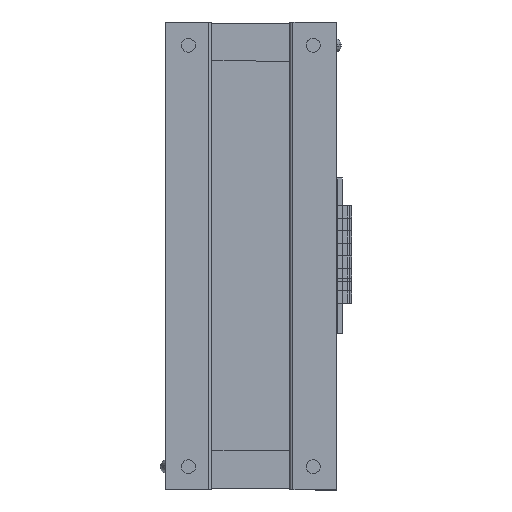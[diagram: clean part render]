
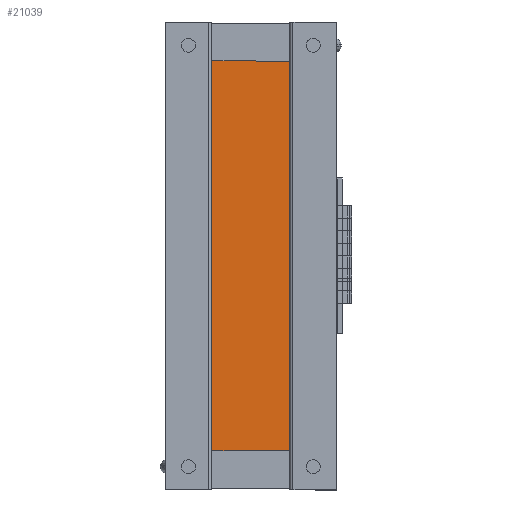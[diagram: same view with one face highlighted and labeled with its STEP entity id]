
A CAD part, front view. The second image highlights one B-rep face of the part: STEP entity #21039.
In plain terms, the highlighted planar face has unit normal (0, -1, 0).
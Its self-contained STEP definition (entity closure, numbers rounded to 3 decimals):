
#2139=FACE_OUTER_BOUND('',#3260,.T.);
#3260=EDGE_LOOP('',(#14199,#14200,#14201,#14202));
#4472=LINE('',#30476,#6800);
#4473=LINE('',#30479,#6801);
#4474=LINE('',#30481,#6802);
#4475=LINE('',#30482,#6803);
#6800=VECTOR('',#24421,10.);
#6801=VECTOR('',#24424,10.);
#6802=VECTOR('',#24425,10.);
#6803=VECTOR('',#24426,10.);
#9123=VERTEX_POINT('',#30469);
#9126=VERTEX_POINT('',#30474);
#9127=VERTEX_POINT('',#30478);
#9128=VERTEX_POINT('',#30480);
#11129=EDGE_CURVE('',#9123,#9126,#4472,.T.);
#11130=EDGE_CURVE('',#9127,#9123,#4473,.T.);
#11131=EDGE_CURVE('',#9128,#9126,#4474,.T.);
#11132=EDGE_CURVE('',#9127,#9128,#4475,.T.);
#14199=ORIENTED_EDGE('',*,*,#11130,.T.);
#14200=ORIENTED_EDGE('',*,*,#11129,.T.);
#14201=ORIENTED_EDGE('',*,*,#11131,.F.);
#14202=ORIENTED_EDGE('',*,*,#11132,.F.);
#20258=PLANE('',#22497);
#21039=ADVANCED_FACE('',(#2139),#20258,.T.);
#22497=AXIS2_PLACEMENT_3D('',#30477,#24422,#24423);
#24421=DIRECTION('',(1.,0.,0.));
#24422=DIRECTION('center_axis',(0.,-1.,0.));
#24423=DIRECTION('ref_axis',(0.,0.,-1.));
#24424=DIRECTION('',(0.,0.,-1.));
#24425=DIRECTION('',(0.,0.,-1.));
#24426=DIRECTION('',(1.,0.,0.));
#30469=CARTESIAN_POINT('',(0.,0.,0.));
#30474=CARTESIAN_POINT('',(50.,0.,0.));
#30476=CARTESIAN_POINT('',(0.,0.,0.));
#30477=CARTESIAN_POINT('Origin',(0.,0.,250.));
#30478=CARTESIAN_POINT('',(0.,0.,250.));
#30479=CARTESIAN_POINT('',(0.,0.,250.));
#30480=CARTESIAN_POINT('',(50.,0.,250.));
#30481=CARTESIAN_POINT('',(50.,0.,250.));
#30482=CARTESIAN_POINT('',(0.,0.,250.));
